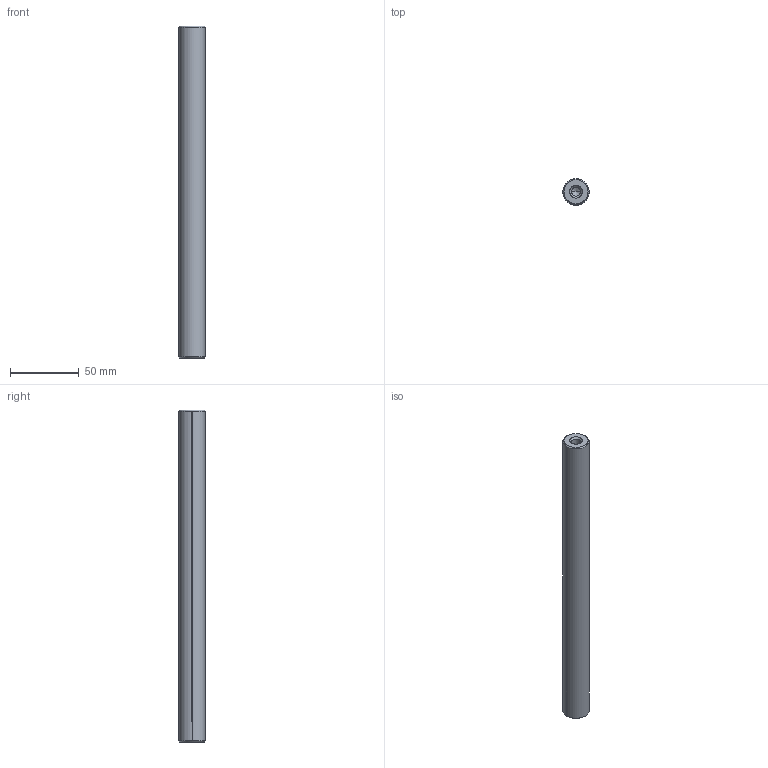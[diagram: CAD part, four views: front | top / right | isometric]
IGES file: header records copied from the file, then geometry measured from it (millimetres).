
Start section: SolidWorks IGES file using analytic representation for surfaces
Global section: file name: D1102023-v1_ACB Installation Stand_ .625 Round Bar Handle.IGS; native system: SolidWorks 2012; preprocessor: SolidWorks 2012; author: tnguyen; date: 120917.064150; units: inch
Bounding box: 19.05 x 19.05 x 241.3 mm (x, y, z)
Surface area: 15880.6 mm2 (no closed solid volume)
Topology: 0 solids, 0 shells, 20 faces, 200 edges, 196 vertices
Faces by surface type: revolution 18, bspline 2
